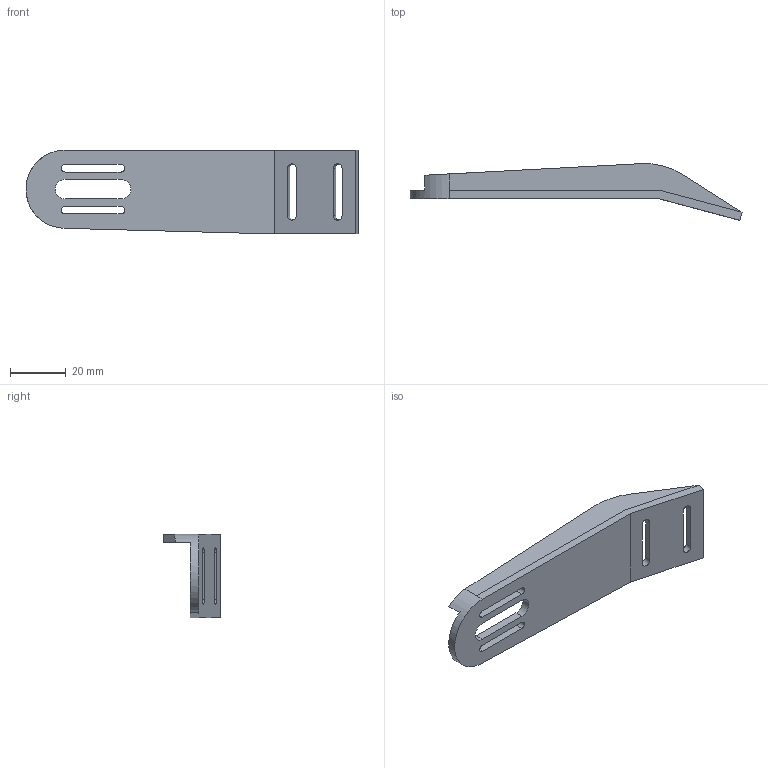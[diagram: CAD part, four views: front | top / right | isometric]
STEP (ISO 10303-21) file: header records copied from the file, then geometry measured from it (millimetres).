
FILE_DESCRIPTION(('FreeCAD Model'),'2;1');
FILE_NAME('Open CASCADE Shape Model','2024-10-03T11:42:44',(''),(''), 'Open CASCADE STEP processor 7.7','FreeCAD','Unknown');
FILE_SCHEMA(('AUTOMOTIVE_DESIGN { 1 0 10303 214 1 1 1 1 }'));
Length unit declared in the file: millimetre
Products named in the file (1): BottomLeftMount
Bounding box: 118.75 x 20.25 x 30 mm (x, y, z)
Volume: 11237.8 mm3; surface area: 9132.3 mm2
Topology: 1 solids, 1 shells, 34 faces, 94 edges, 62 vertices
Faces by surface type: plane 22, cylinder 12
Entity records: 1129 total; most frequent: CARTESIAN_POINT 191, DIRECTION 189, ORIENTED_EDGE 188, EDGE_CURVE 94, LINE 69, VECTOR 69, VERTEX_POINT 62, AXIS2_PLACEMENT_3D 60
